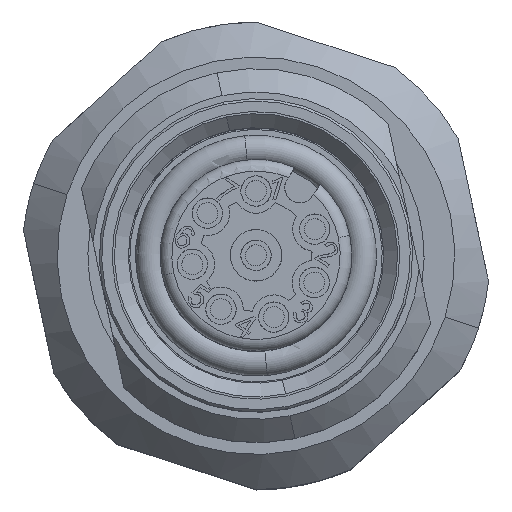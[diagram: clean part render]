
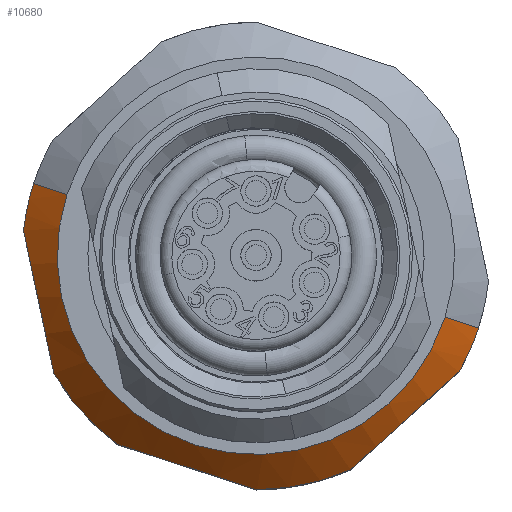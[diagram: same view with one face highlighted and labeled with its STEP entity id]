
A CAD part, top view. The second image highlights one B-rep face of the part: STEP entity #10680.
In plain terms, the highlighted conical face has half-angle 45 degrees and reference radius 9.25 mm.
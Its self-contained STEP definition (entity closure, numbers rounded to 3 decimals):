
#10017=AXIS2_PLACEMENT_3D('Circle Axis2P3D',#10015,#10016,$) ;
#10613=AXIS2_PLACEMENT_3D('Cone Axis2P3D',#10610,#10611,#10612) ;
#10617=AXIS2_PLACEMENT_3D('Circle Axis2P3D',#10615,#10616,$) ;
#10633=AXIS2_PLACEMENT_3D('Circle Axis2P3D',#10631,#10632,$) ;
#10649=AXIS2_PLACEMENT_3D('Circle Axis2P3D',#10647,#10648,$) ;
#10665=AXIS2_PLACEMENT_3D('Circle Axis2P3D',#10663,#10664,$) ;
#10010=CARTESIAN_POINT('Vertex',(18.026,7.374,21.614)) ;
#10012=CARTESIAN_POINT('Vertex',(1.858,12.626,21.614)) ;
#10015=CARTESIAN_POINT('Axis2P3D Location',(9.942,10.,21.614)) ;
#10530=CARTESIAN_POINT('Line Origine',(336266.049,-109237.885,-353527.902)) ;
#10534=CARTESIAN_POINT('Vertex',(19.452,6.91,20.114)) ;
#10589=CARTESIAN_POINT('Vertex',(0.431,13.09,20.114)) ;
#10592=CARTESIAN_POINT('Line Origine',(-336246.166,109257.885,-353527.902)) ;
#10610=CARTESIAN_POINT('Axis2P3D Location',(9.942,10.,20.864)) ;
#10615=CARTESIAN_POINT('Axis2P3D Location',(9.942,10.,20.114)) ;
#10619=CARTESIAN_POINT('Vertex',(0.,11.079,20.114)) ;
#10623=CARTESIAN_POINT('Control Point',(1.298,4.971,20.114)) ;
#10624=CARTESIAN_POINT('Control Point',(0.95,6.608,20.637)) ;
#10625=CARTESIAN_POINT('Control Point',(0.649,8.025,20.75)) ;
#10626=CARTESIAN_POINT('Control Point',(0.348,9.442,20.637)) ;
#10627=CARTESIAN_POINT('Control Point',(0.,11.079,20.114)) ;
#10628=CARTESIAN_POINT('Vertex',(1.298,4.971,20.114)) ;
#10631=CARTESIAN_POINT('Axis2P3D Location',(9.942,10.,20.114)) ;
#10635=CARTESIAN_POINT('Vertex',(4.036,1.93,20.114)) ;
#10639=CARTESIAN_POINT('Control Point',(9.976,0.,20.114)) ;
#10640=CARTESIAN_POINT('Control Point',(8.384,0.517,20.637)) ;
#10641=CARTESIAN_POINT('Control Point',(7.006,0.965,20.75)) ;
#10642=CARTESIAN_POINT('Control Point',(5.628,1.413,20.637)) ;
#10643=CARTESIAN_POINT('Control Point',(4.036,1.93,20.114)) ;
#10644=CARTESIAN_POINT('Vertex',(9.976,0.,20.114)) ;
#10647=CARTESIAN_POINT('Axis2P3D Location',(9.942,10.,20.114)) ;
#10651=CARTESIAN_POINT('Vertex',(13.978,0.851,20.114)) ;
#10655=CARTESIAN_POINT('Control Point',(18.619,5.029,20.114)) ;
#10656=CARTESIAN_POINT('Control Point',(17.375,3.909,20.637)) ;
#10657=CARTESIAN_POINT('Control Point',(16.298,2.94,20.75)) ;
#10658=CARTESIAN_POINT('Control Point',(15.222,1.971,20.637)) ;
#10659=CARTESIAN_POINT('Control Point',(13.978,0.851,20.114)) ;
#10660=CARTESIAN_POINT('Vertex',(18.619,5.029,20.114)) ;
#10663=CARTESIAN_POINT('Axis2P3D Location',(9.942,10.,20.114)) ;
#10016=DIRECTION('Axis2P3D Direction',(0.,0.,1.)) ;
#10531=DIRECTION('Vector Direction',(0.673,-0.218,-0.707)) ;
#10593=DIRECTION('Vector Direction',(-0.673,0.218,-0.707)) ;
#10611=DIRECTION('Axis2P3D Direction',(0.,0.,-1.)) ;
#10612=DIRECTION('Axis2P3D XDirection',(0.951,-0.309,0.)) ;
#10616=DIRECTION('Axis2P3D Direction',(0.,0.,-1.)) ;
#10632=DIRECTION('Axis2P3D Direction',(0.,0.,-1.)) ;
#10648=DIRECTION('Axis2P3D Direction',(0.,0.,-1.)) ;
#10664=DIRECTION('Axis2P3D Direction',(0.,0.,-1.)) ;
#10532=VECTOR('Line Direction',#10531,1.) ;
#10594=VECTOR('Line Direction',#10593,1.) ;
#10669=ORIENTED_EDGE('',*,*,#10596,.T.) ;
#10670=ORIENTED_EDGE('',*,*,#10621,.F.) ;
#10671=ORIENTED_EDGE('',*,*,#10630,.F.) ;
#10672=ORIENTED_EDGE('',*,*,#10637,.F.) ;
#10673=ORIENTED_EDGE('',*,*,#10646,.F.) ;
#10674=ORIENTED_EDGE('',*,*,#10653,.F.) ;
#10675=ORIENTED_EDGE('',*,*,#10662,.F.) ;
#10676=ORIENTED_EDGE('',*,*,#10667,.F.) ;
#10677=ORIENTED_EDGE('',*,*,#10536,.T.) ;
#10678=ORIENTED_EDGE('',*,*,#10019,.F.) ;
#10680=ADVANCED_FACE('Hauptkoerper',(#10679),#10614,.T.) ;
#10622=B_SPLINE_CURVE_WITH_KNOTS('',4,(#10623,#10624,#10625,#10626,#10627),.UNSPECIFIED.,.F.,.U.,(5,5),(0.,64.026),.UNSPECIFIED.) ;
#10638=B_SPLINE_CURVE_WITH_KNOTS('',4,(#10639,#10640,#10641,#10642,#10643),.UNSPECIFIED.,.F.,.U.,(5,5),(0.,64.026),.UNSPECIFIED.) ;
#10654=B_SPLINE_CURVE_WITH_KNOTS('',4,(#10655,#10656,#10657,#10658,#10659),.UNSPECIFIED.,.F.,.U.,(5,5),(0.,64.026),.UNSPECIFIED.) ;
#10018=CIRCLE('generated circle',#10017,8.5) ;
#10618=CIRCLE('generated circle',#10617,10.) ;
#10634=CIRCLE('generated circle',#10633,10.) ;
#10650=CIRCLE('generated circle',#10649,10.) ;
#10666=CIRCLE('generated circle',#10665,10.) ;
#10614=CONICAL_SURFACE('Cone',#10613,9.25,0.785) ;
#10019=EDGE_CURVE('',#10013,#10011,#10018,.T.) ;
#10536=EDGE_CURVE('',#10535,#10011,#10533,.F.) ;
#10596=EDGE_CURVE('',#10013,#10590,#10595,.T.) ;
#10621=EDGE_CURVE('',#10620,#10590,#10618,.T.) ;
#10630=EDGE_CURVE('',#10629,#10620,#10622,.T.) ;
#10637=EDGE_CURVE('',#10636,#10629,#10634,.T.) ;
#10646=EDGE_CURVE('',#10645,#10636,#10638,.T.) ;
#10653=EDGE_CURVE('',#10652,#10645,#10650,.T.) ;
#10662=EDGE_CURVE('',#10661,#10652,#10654,.T.) ;
#10667=EDGE_CURVE('',#10535,#10661,#10666,.T.) ;
#10668=EDGE_LOOP('',(#10669,#10670,#10671,#10672,#10673,#10674,#10675,#10676,#10677,#10678)) ;
#10679=FACE_OUTER_BOUND('',#10668,.T.) ;
#10533=LINE('Line',#10530,#10532) ;
#10595=LINE('Line',#10592,#10594) ;
#10011=VERTEX_POINT('',#10010) ;
#10013=VERTEX_POINT('',#10012) ;
#10535=VERTEX_POINT('',#10534) ;
#10590=VERTEX_POINT('',#10589) ;
#10620=VERTEX_POINT('',#10619) ;
#10629=VERTEX_POINT('',#10628) ;
#10636=VERTEX_POINT('',#10635) ;
#10645=VERTEX_POINT('',#10644) ;
#10652=VERTEX_POINT('',#10651) ;
#10661=VERTEX_POINT('',#10660) ;
